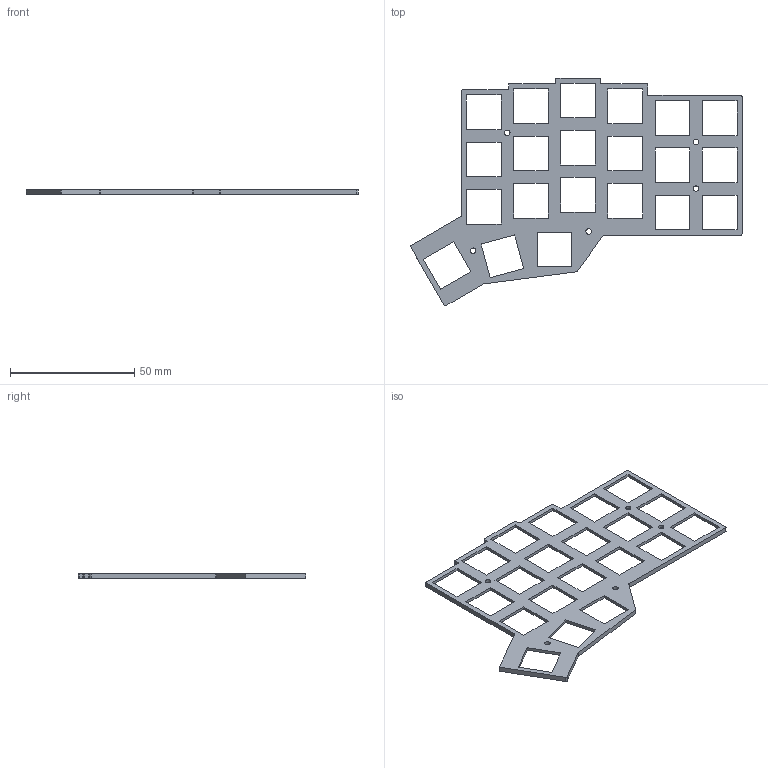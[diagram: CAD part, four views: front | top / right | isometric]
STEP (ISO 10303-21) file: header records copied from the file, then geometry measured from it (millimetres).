
FILE_DESCRIPTION(/* description */ ('STEP AP242','CAx-IF Rec.Pracs.---Representation and Presentation of Product Manufacturing Information (PMI)---4.0---2014-10-13','CAx-IF Rec.Pracs.---3D Tessellated Geometry---0.4---2014-09-14','2;1'),/* implementation_level */ '2;1');
FILE_NAME(/* name */ '68ff346da7dba774b823453e',/* time_stamp */ '2025-10-27T08:59:26Z',/* author */ (''),/* organization */ (''),/* preprocessor_version */ 'ST-DEVELOPER v20',/* originating_system */ 'ONSHAPE BY PTC INC, 1.205',/* authorisation */ ' ');
FILE_SCHEMA (('AP242_MANAGED_MODEL_BASED_3D_ENGINEERING_MIM_LF { 1 0 10303 442 1 1 4 }'));
Length unit declared in the file: metre
Products named in the file (1): Part 21
Bounding box: 133.68 x 91.72 x 2 mm (x, y, z)
Volume: 4968.4 mm3; surface area: 10471 mm2
Topology: 1 solids, 1 shells, 149 faces, 438 edges, 292 vertices
Faces by surface type: plane 121, cylinder 28
Full cylindrical faces by diameter (mm): 2.2 x5
Entity records: 5009 total; most frequent: CARTESIAN_POINT 875, ORIENTED_EDGE 866, DIRECTION 789, EDGE_CURVE 433, LINE 377, VECTOR 377, VERTEX_POINT 292, EDGE_LOOP 207
